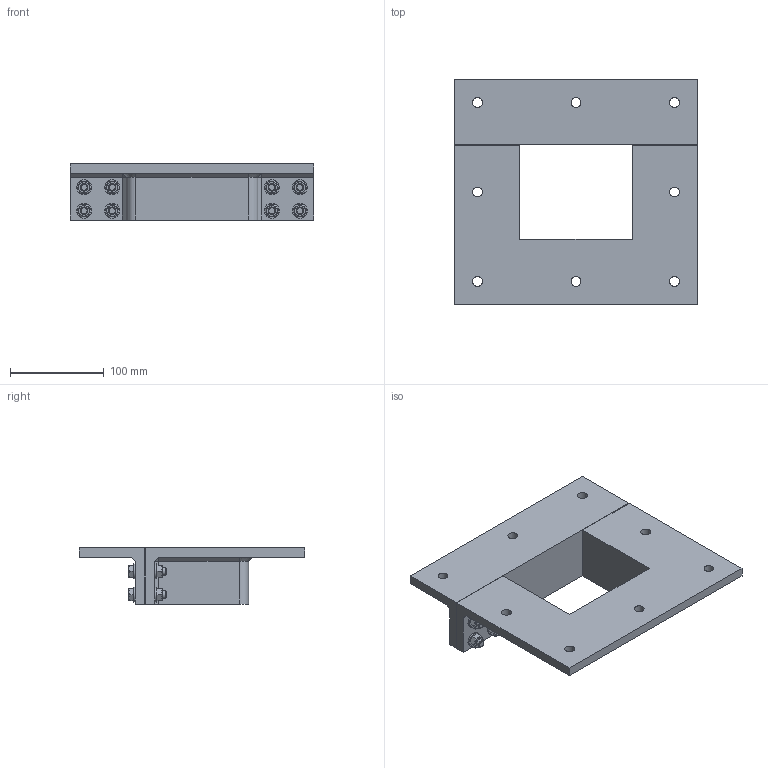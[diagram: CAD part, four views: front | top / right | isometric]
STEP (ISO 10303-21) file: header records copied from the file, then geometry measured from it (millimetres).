
FILE_DESCRIPTION(/* description */ (''),/* implementation_level */ '2;1');
FILE_NAME(/* name */ 'SFOH 2x1.stp',/* time_stamp */ '2025-09-03T13:56:01+02:00',/* author */ ('se-ricthi'),/* organization */ (''),/* preprocessor_version */ 'ST-DEVELOPER v19.2',/* originating_system */ 'Autodesk Inventor 2023',/* authorisation */ '');
FILE_SCHEMA (('AUTOMOTIVE_DESIGN { 1 0 10303 214 3 1 1 }'));
Length unit declared in the file: millimetre
Products named in the file (9): 100-293048_SFOH 2x1 S355; 100-293052_SFOH 2x1 FRAME HALF S355; 100-293051_SFOH 2x1 FRAME LID S355; 100-162318; 100-272447; 100-030994; ISO 4017 - M8 x 35; ISO 7089 - 8 - 140 HV; ISO 4032 - M8
Assembly tree (16 placements, depth 3):
  100-293048_SFOH 2x1 S355
    100-293052_SFOH 2x1 FRAME HALF S355
    100-293051_SFOH 2x1 FRAME LID S355
    100-162318
    100-030994  x8
      ISO 4017 - M8 x 35
      ISO 7089 - 8 - 140 HV
      ISO 4032 - M8
    100-272447
Bounding box: 260.5 x 241 x 60 mm (x, y, z)
Volume: 889255.3 mm3; surface area: 232827.5 mm2
Topology: 36 solids, 36 shells, 402 faces, 860 edges, 546 vertices
Faces by surface type: plane 222, cone 90, cylinder 90
Full cylindrical faces by diameter (mm): 6.647 x8, 8 x16, 8.4 x16, 8.5 x16, 10.5 x8, 11.63 x8, 16 x16
Entity records: 3971 total; most frequent: CARTESIAN_POINT 663, DIRECTION 642, ORIENTED_EDGE 574, EDGE_CURVE 287, AXIS2_PLACEMENT_3D 236, EDGE_LOOP 188, VERTEX_POINT 185, LINE 170
